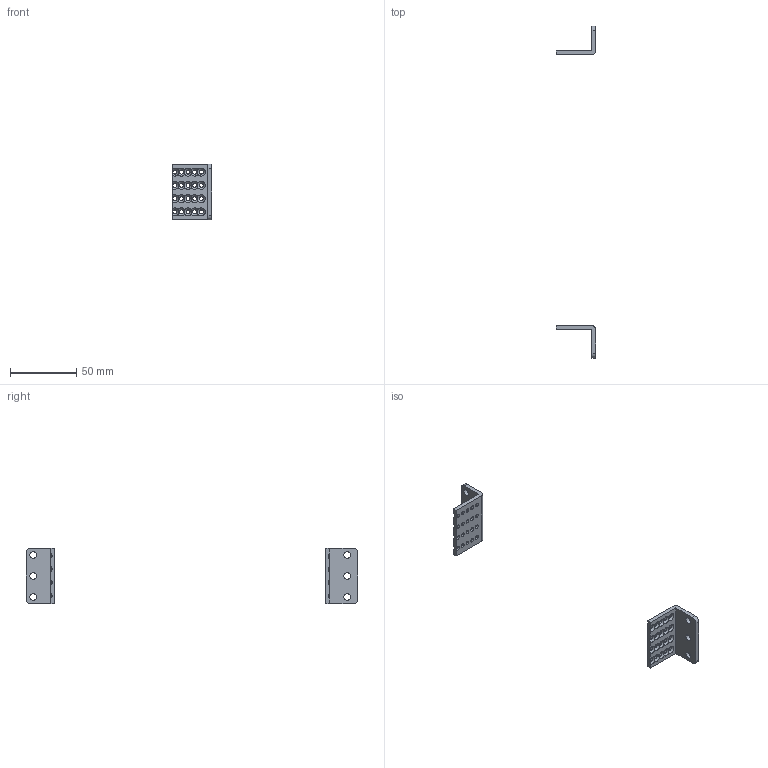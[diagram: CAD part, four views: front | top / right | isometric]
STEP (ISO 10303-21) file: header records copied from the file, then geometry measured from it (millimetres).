
FILE_DESCRIPTION(/* description */ (''),/* implementation_level */ '2;1');
FILE_NAME(/* name */ 'lbrackets.step',/* time_stamp */ '2025-04-25T15:08:27+02:00',/* author */ (''),/* organization */ (''),/* preprocessor_version */ 'ST-DEVELOPER v20.1',/* originating_system */ 'Autodesk Translation Framework v14.4.0.0',/* authorisation */ '');
FILE_SCHEMA (('AUTOMOTIVE_DESIGN { 1 0 10303 214 3 1 1 }'));
Length unit declared in the file: millimetre
Products named in the file (1): 10' - 1U - Lbrackets
Bounding box: 30 x 250 x 42 mm (x, y, z)
Volume: 10662.8 mm3; surface area: 9684.5 mm2
Topology: 2 solids, 2 shells, 108 faces, 392 edges, 248 vertices
Faces by surface type: cylinder 52, cone 40, plane 16
Full cylindrical faces by diameter (mm): 3 x40, 5 x6
Entity records: 4620 total; most frequent: CARTESIAN_POINT 1085, ORIENTED_EDGE 784, DIRECTION 722, EDGE_CURVE 392, AXIS2_PLACEMENT_3D 293, VERTEX_POINT 248, CIRCLE 184, EDGE_LOOP 160
